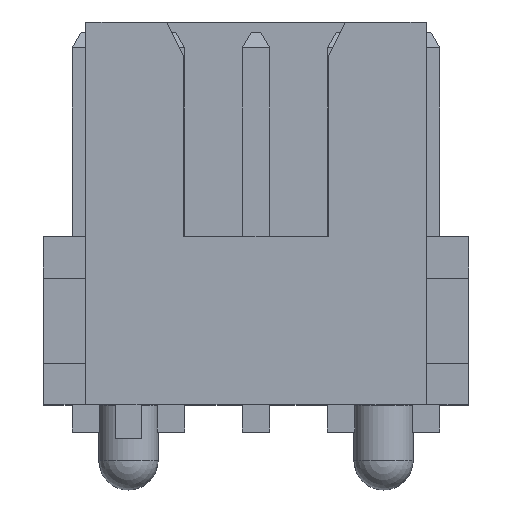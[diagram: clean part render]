
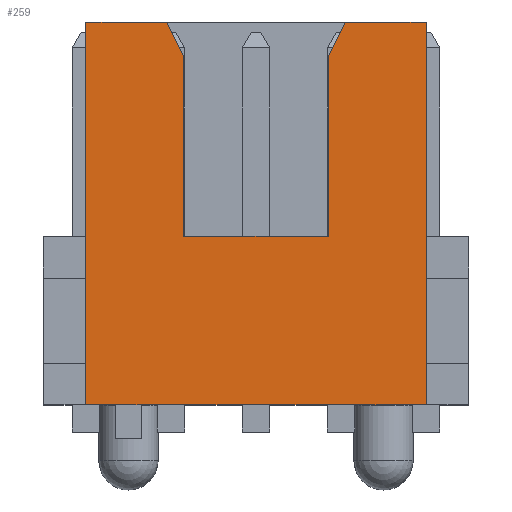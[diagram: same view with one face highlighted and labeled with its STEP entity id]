
A CAD part, top view. The second image highlights one B-rep face of the part: STEP entity #259.
In plain terms, the highlighted planar face has unit normal (0, 0, 1).
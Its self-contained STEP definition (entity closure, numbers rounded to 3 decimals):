
#259=ADVANCED_FACE('',(#673),#674,.T.);
#673=FACE_OUTER_BOUND('',#1256,.T.);
#674=PLANE('',#1257);
#1256=EDGE_LOOP('',(#1979,#1980,#1981,#1982,#1983,#1984,#1985,#1986,#1987,#1988,#1989,#1990,#1991,#1992,#1993,#1994,#1995,#1996));
#1257=AXIS2_PLACEMENT_3D('',#1997,#1998,#1999);
#1979=ORIENTED_EDGE('',*,*,#3526,.T.);
#1980=ORIENTED_EDGE('',*,*,#3552,.F.);
#1981=ORIENTED_EDGE('',*,*,#3522,.T.);
#1982=ORIENTED_EDGE('',*,*,#3574,.F.);
#1983=ORIENTED_EDGE('',*,*,#3575,.T.);
#1984=ORIENTED_EDGE('',*,*,#3576,.F.);
#1985=ORIENTED_EDGE('',*,*,#3577,.T.);
#1986=ORIENTED_EDGE('',*,*,#3578,.F.);
#1987=ORIENTED_EDGE('',*,*,#3579,.T.);
#1988=ORIENTED_EDGE('',*,*,#3580,.F.);
#1989=ORIENTED_EDGE('',*,*,#3581,.T.);
#1990=ORIENTED_EDGE('',*,*,#3582,.F.);
#1991=ORIENTED_EDGE('',*,*,#3509,.T.);
#1992=ORIENTED_EDGE('',*,*,#3550,.F.);
#1993=ORIENTED_EDGE('',*,*,#3531,.T.);
#1994=ORIENTED_EDGE('',*,*,#3536,.T.);
#1995=ORIENTED_EDGE('',*,*,#3583,.T.);
#1996=ORIENTED_EDGE('',*,*,#3540,.T.);
#1997=CARTESIAN_POINT('',(0.635,2.858,2.54));
#1998=DIRECTION('',(0.,0.0,1.0));
#1999=DIRECTION('',(0.0,-1.0,0.0));
#3509=EDGE_CURVE('',#4212,#4210,#4213,.T.);
#3522=EDGE_CURVE('',#4237,#4235,#4238,.T.);
#3526=EDGE_CURVE('',#4243,#4244,#4245,.T.);
#3531=EDGE_CURVE('',#4252,#4253,#4254,.T.);
#3536=EDGE_CURVE('',#4253,#4261,#4262,.T.);
#3540=EDGE_CURVE('',#4267,#4243,#4268,.T.);
#3550=EDGE_CURVE('',#4252,#4210,#4279,.T.);
#3552=EDGE_CURVE('',#4237,#4244,#4281,.T.);
#3574=EDGE_CURVE('',#4318,#4235,#4319,.T.);
#3575=EDGE_CURVE('',#4318,#4320,#4321,.T.);
#3576=EDGE_CURVE('',#4322,#4320,#4323,.T.);
#3577=EDGE_CURVE('',#4322,#4324,#4325,.T.);
#3578=EDGE_CURVE('',#4326,#4324,#4327,.T.);
#3579=EDGE_CURVE('',#4326,#4328,#4329,.T.);
#3580=EDGE_CURVE('',#4330,#4328,#4331,.T.);
#3581=EDGE_CURVE('',#4330,#4332,#4333,.T.);
#3582=EDGE_CURVE('',#4212,#4332,#4334,.T.);
#3583=EDGE_CURVE('',#4261,#4267,#4335,.T.);
#4210=VERTEX_POINT('',#5285);
#4212=VERTEX_POINT('',#5288);
#4213=LINE('',#5289,#5290);
#4235=VERTEX_POINT('',#5322);
#4237=VERTEX_POINT('',#5325);
#4238=LINE('',#5326,#5327);
#4243=VERTEX_POINT('',#5334);
#4244=VERTEX_POINT('',#5335);
#4245=LINE('',#5336,#5337);
#4252=VERTEX_POINT('',#5347);
#4253=VERTEX_POINT('',#5348);
#4254=LINE('',#5349,#5350);
#4261=VERTEX_POINT('',#5360);
#4262=LINE('',#5361,#5362);
#4267=VERTEX_POINT('',#5369);
#4268=LINE('',#5370,#5371);
#4279=LINE('',#5388,#5389);
#4281=LINE('',#5391,#5392);
#4318=VERTEX_POINT('',#5446);
#4319=LINE('',#5447,#5448);
#4320=VERTEX_POINT('',#5449);
#4321=LINE('',#5450,#5451);
#4322=VERTEX_POINT('',#5452);
#4323=LINE('',#5453,#5454);
#4324=VERTEX_POINT('',#5455);
#4325=LINE('',#5456,#5457);
#4326=VERTEX_POINT('',#5458);
#4327=LINE('',#5459,#5460);
#4328=VERTEX_POINT('',#5461);
#4329=LINE('',#5462,#5463);
#4330=VERTEX_POINT('',#5464);
#4331=LINE('',#5465,#5466);
#4332=VERTEX_POINT('',#5467);
#4333=LINE('',#5468,#5469);
#4334=LINE('',#5470,#5471);
#4335=LINE('',#5472,#5473);
#5285=CARTESIAN_POINT('',(5.715,5.715,2.54));
#5288=CARTESIAN_POINT('',(5.715,0.0,2.54));
#5289=CARTESIAN_POINT('',(5.715,5.715,2.54));
#5290=VECTOR('',#6663,1.0);
#5322=CARTESIAN_POINT('',(0.635,0.0,2.54));
#5325=CARTESIAN_POINT('',(0.635,5.715,2.54));
#5326=CARTESIAN_POINT('',(0.635,5.715,2.54));
#5327=VECTOR('',#6675,1.0);
#5334=CARTESIAN_POINT('',(2.096,5.207,2.54));
#5335=CARTESIAN_POINT('',(1.842,5.715,2.54));
#5336=CARTESIAN_POINT('',(2.356,4.686,2.54));
#5337=VECTOR('',#6678,1.0);
#5347=CARTESIAN_POINT('',(4.509,5.715,2.54));
#5348=CARTESIAN_POINT('',(4.255,5.207,2.54));
#5349=CARTESIAN_POINT('',(3.486,3.67,2.54));
#5350=VECTOR('',#6682,1.0);
#5360=CARTESIAN_POINT('',(4.255,2.515,2.54));
#5361=CARTESIAN_POINT('',(4.255,3.359,2.54));
#5362=VECTOR('',#6686,1.0);
#5369=CARTESIAN_POINT('',(2.096,2.515,2.54));
#5370=CARTESIAN_POINT('',(2.096,3.359,2.54));
#5371=VECTOR('',#6689,1.0);
#5388=CARTESIAN_POINT('',(0.635,5.715,2.54));
#5389=VECTOR('',#6696,1.0);
#5391=CARTESIAN_POINT('',(0.635,5.715,2.54));
#5392=VECTOR('',#6697,1.0);
#5446=CARTESIAN_POINT('',(0.838,0.0,2.54));
#5447=CARTESIAN_POINT('',(0.533,0.0,2.54));
#5448=VECTOR('',#6715,1.0);
#5449=CARTESIAN_POINT('',(1.702,0.0,2.54));
#5450=CARTESIAN_POINT('',(0.635,0.0,2.54));
#5451=VECTOR('',#6716,1.0);
#5452=CARTESIAN_POINT('',(2.108,0.0,2.54));
#5453=CARTESIAN_POINT('',(1.168,0.0,2.54));
#5454=VECTOR('',#6717,1.0);
#5455=CARTESIAN_POINT('',(2.972,0.0,2.54));
#5456=CARTESIAN_POINT('',(0.635,0.0,2.54));
#5457=VECTOR('',#6718,1.0);
#5458=CARTESIAN_POINT('',(3.378,0.0,2.54));
#5459=CARTESIAN_POINT('',(1.803,0.0,2.54));
#5460=VECTOR('',#6719,1.0);
#5461=CARTESIAN_POINT('',(4.242,0.0,2.54));
#5462=CARTESIAN_POINT('',(0.635,0.0,2.54));
#5463=VECTOR('',#6720,1.0);
#5464=CARTESIAN_POINT('',(4.648,0.0,2.54));
#5465=CARTESIAN_POINT('',(2.438,0.0,2.54));
#5466=VECTOR('',#6721,1.0);
#5467=CARTESIAN_POINT('',(5.512,0.0,2.54));
#5468=CARTESIAN_POINT('',(0.635,0.0,2.54));
#5469=VECTOR('',#6722,1.0);
#5470=CARTESIAN_POINT('',(3.073,0.0,2.54));
#5471=VECTOR('',#6723,1.0);
#5472=CARTESIAN_POINT('',(1.905,2.515,2.54));
#5473=VECTOR('',#6724,1.0);
#6663=DIRECTION('',(0.0,1.0,0.0));
#6675=DIRECTION('',(0.0,-1.0,0.0));
#6678=DIRECTION('',(-0.447,0.894,0.));
#6682=DIRECTION('',(-0.447,-0.894,0.));
#6686=DIRECTION('',(0.0,-1.0,0.0));
#6689=DIRECTION('',(0.0,1.0,0.0));
#6696=DIRECTION('',(1.0,0.0,0.));
#6697=DIRECTION('',(1.0,0.0,0.));
#6715=DIRECTION('',(-1.0,0.0,0.));
#6716=DIRECTION('',(1.0,0.0,0.));
#6717=DIRECTION('',(-1.0,0.0,0.));
#6718=DIRECTION('',(1.0,0.0,0.));
#6719=DIRECTION('',(-1.0,0.0,0.));
#6720=DIRECTION('',(1.0,0.0,0.));
#6721=DIRECTION('',(-1.0,0.0,0.));
#6722=DIRECTION('',(1.0,0.0,0.));
#6723=DIRECTION('',(-1.0,0.0,0.));
#6724=DIRECTION('',(-1.0,-0.0,0.));
